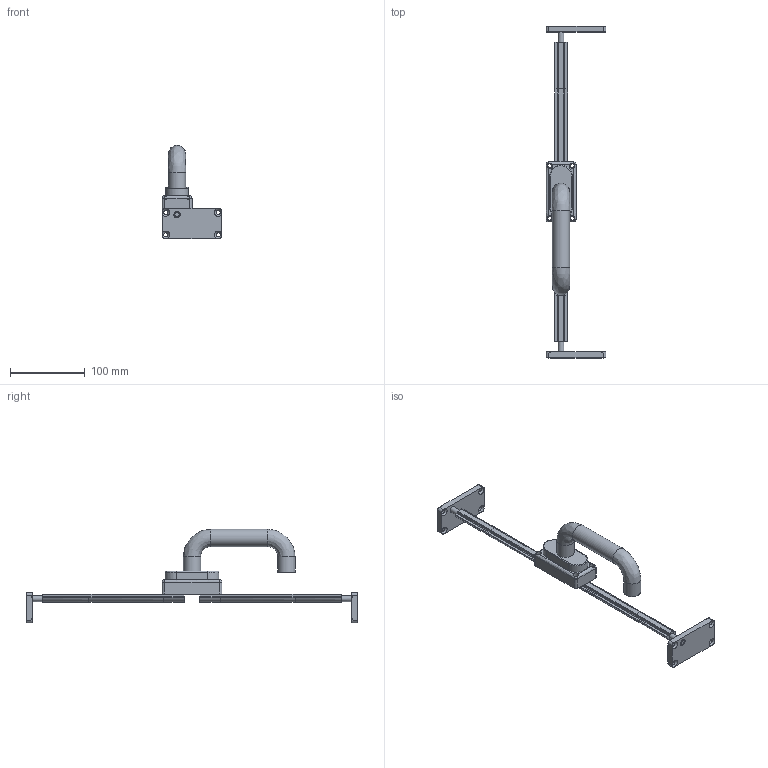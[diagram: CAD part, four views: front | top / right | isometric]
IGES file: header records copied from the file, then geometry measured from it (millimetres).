
Global section: file name: SZ0425V_A; native system: Autodesk Inventor 2015; preprocessor: unknown; author: Behrens; date: 20151123.093618; units: millimetre
Bounding box: 80 x 443 x 124.5 mm (x, y, z)
Volume: 257966.6 mm3; surface area: 82719.5 mm2
Topology: 14 solids, 14 shells, 259 faces, 702 edges, 466 vertices
Faces by surface type: bspline 259
